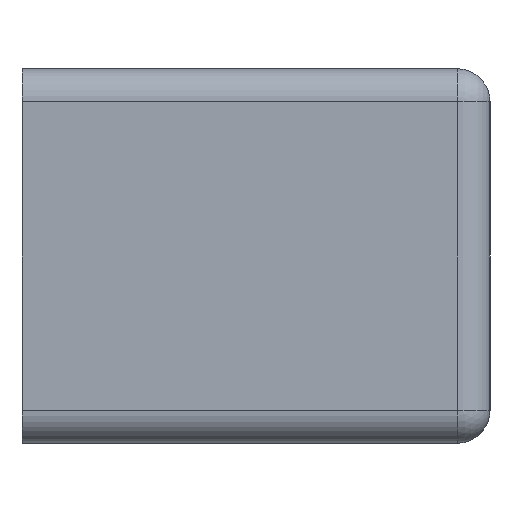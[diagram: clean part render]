
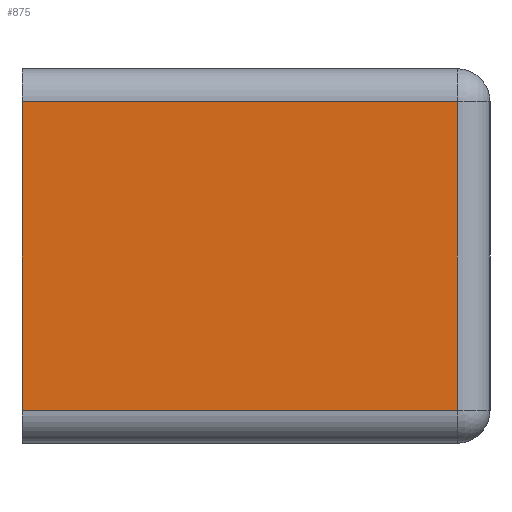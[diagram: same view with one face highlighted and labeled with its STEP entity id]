
A CAD part, left-side view. The second image highlights one B-rep face of the part: STEP entity #875.
In plain terms, the highlighted planar face has unit normal (-1, 0, 0).
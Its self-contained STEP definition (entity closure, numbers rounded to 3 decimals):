
#589=CARTESIAN_POINT('',(-100.0,-21.5,3.5));
#590=VERTEX_POINT('',#589);
#624=CARTESIAN_POINT('',(-100.0,-21.5,36.5));
#625=VERTEX_POINT('',#624);
#650=CARTESIAN_POINT('',(-100.0,25.,36.5));
#651=VERTEX_POINT('',#650);
#659=CARTESIAN_POINT('',(-100.0,25.,36.5));
#660=DIRECTION('',(0.0,-1.0,0.0));
#661=VECTOR('',#660,46.5);
#662=LINE('',#659,#661);
#663=EDGE_CURVE('',#651,#625,#662,.T.);
#681=CARTESIAN_POINT('',(-100.0,-21.5,36.5));
#682=DIRECTION('',(0.0,0.0,-1.0));
#683=VECTOR('',#682,33.0);
#684=LINE('',#681,#683);
#685=EDGE_CURVE('',#625,#590,#684,.T.);
#724=CARTESIAN_POINT('',(-100.0,25.,3.5));
#725=VERTEX_POINT('',#724);
#742=CARTESIAN_POINT('',(-100.0,-21.5,3.5));
#743=DIRECTION('',(0.0,1.0,0.0));
#744=VECTOR('',#743,46.5);
#745=LINE('',#742,#744);
#746=EDGE_CURVE('',#590,#725,#745,.T.);
#859=CARTESIAN_POINT('',(-100.0,25.,0.));
#860=DIRECTION('',(-1.0,0.0,0.0));
#861=DIRECTION('',(0.0,1.0,0.0));
#862=AXIS2_PLACEMENT_3D('',#859,#860,#861);
#863=PLANE('',#862);
#864=ORIENTED_EDGE('',*,*,#746,.F.);
#865=ORIENTED_EDGE('',*,*,#685,.F.);
#866=ORIENTED_EDGE('',*,*,#663,.F.);
#867=CARTESIAN_POINT('',(-100.0,25.,3.5));
#868=DIRECTION('',(0.0,0.0,1.0));
#869=VECTOR('',#868,33.0);
#870=LINE('',#867,#869);
#871=EDGE_CURVE('',#725,#651,#870,.T.);
#872=ORIENTED_EDGE('',*,*,#871,.F.);
#873=EDGE_LOOP('',(#864,#865,#866,#872));
#874=FACE_OUTER_BOUND('',#873,.T.);
#875=ADVANCED_FACE('',(#874),#863,.T.);
